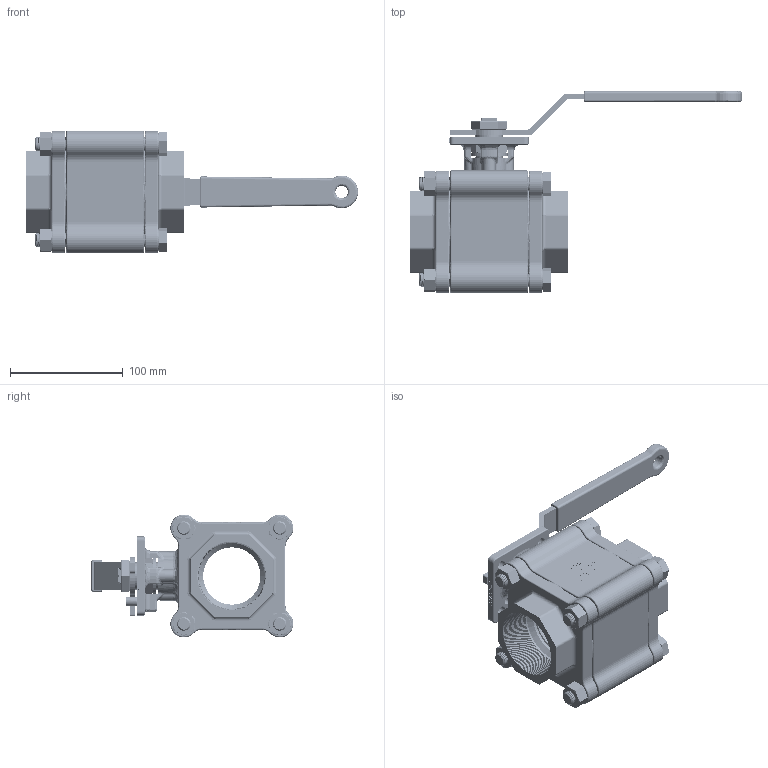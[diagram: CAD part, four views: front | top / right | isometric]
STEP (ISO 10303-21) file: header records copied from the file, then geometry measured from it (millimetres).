
FILE_DESCRIPTION (( 'STEP AP203' ), '1' );
FILE_NAME ('M306-2-STEP.STEP', '2023-10-24T17:38:08', ( '' ), ( '' ), 'SwSTEP 2.0', 'SolidWorks 2017', '' );
FILE_SCHEMA (( 'CONFIG_CONTROL_DESIGN' ));
Length unit declared in the file: inch
Products named in the file (20): M306-2-STEP; A306 2 大薄片; M215-2-環套; M301-2-小薄片; M306 2 BODY; M306 2 CAP; 六角頭螺絲M12-110L; M301 2 掛鎖把手; M215-2-把手環套; M215-2-軸; M301-2-中口; M301-2-防鬆華司; M6-8檔桿_4; P15; M301 DN50-螺帽; M301-2笠華司; A306 2 球墊; M215-2-螺帽; 80.5-9.5; M12螺帽
Assembly tree (29 placements, depth 2):
  M306-2-STEP
    M306 2 BODY
    M215-2-軸
    M301-2-小薄片
    P15
    M301-2-中口  x2
    M215-2-環套
    M301-2笠華司
    M215-2-螺帽
    M301-2-防鬆華司
    80.5-9.5
    A306 2 大薄片  x2
    A306 2 球墊  x2
    M306 2 CAP  x2
    六角頭螺絲M12-110L  x4
    M12螺帽  x4
    M301 2 掛鎖把手
    M215-2-把手環套
    M6-8檔桿_4
    M301 DN50-螺帽
Bounding box: 294 x 179.34 x 108.85 mm (x, y, z)
Volume: 874448.6 mm3; surface area: 295061.4 mm2
Topology: 33 solids, 33 shells, 2893 faces, 7713 edges, 4917 vertices
Faces by surface type: cylinder 1201, bspline 738, plane 656, cone 298
Entity records: 249429 total; most frequent: CARTESIAN_POINT 203010, ORIENTED_EDGE 10792, DIRECTION 6997, EDGE_CURVE 5396, VERTEX_POINT 3460, AXIS2_PLACEMENT_3D 2333, VECTOR 2331, LINE 2331
